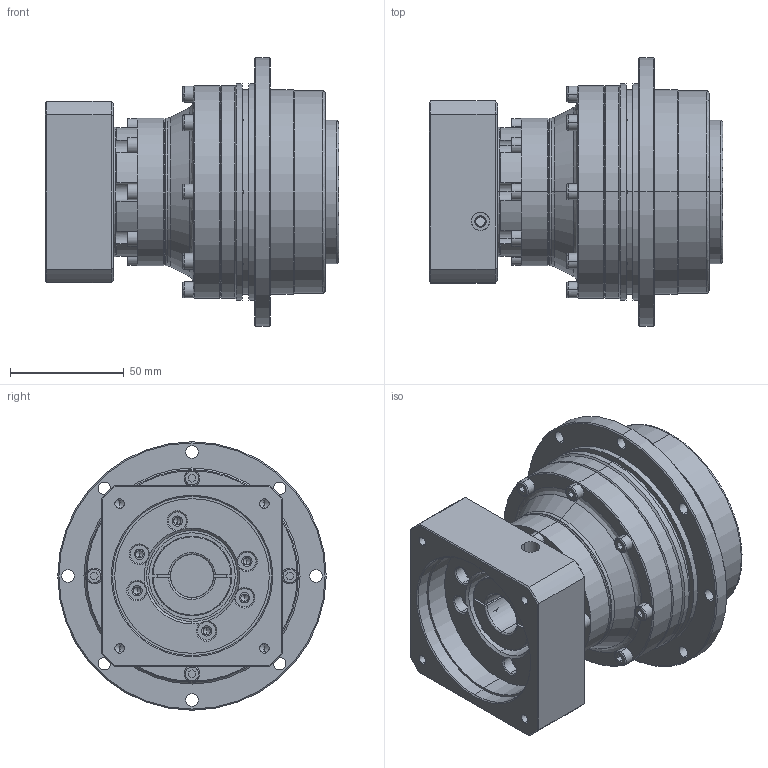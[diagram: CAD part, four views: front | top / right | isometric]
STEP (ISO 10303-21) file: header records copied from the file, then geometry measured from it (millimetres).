
FILE_DESCRIPTION (( 'STEP AP214' ), '1' );
FILE_NAME ('SD090-L2-19-70-90-M5-M6.STEP', '2022-02-19T09:05:22', ( 'admin' ), ( '' ), 'SwSTEP 2.0', 'SolidWorks 2013', '' );
FILE_SCHEMA (( 'AUTOMOTIVE_DESIGN' ));
Length unit declared in the file: millimetre
Products named in the file (4): SD090_X2_8F9351FA7AEF_X0_; PB060-70-90M5_X2_6CD55170_X0_; PB090-L2_X2_58F34F537AEF_X0_-19; SD090-L2-19-70-90-M5-M6
Assembly tree (3 placements, depth 2):
  SD090-L2-19-70-90-M5-M6
    PB090-L2_X2_58F34F537AEF_X0_-19
    PB060-70-90M5_X2_6CD55170_X0_
    SD090_X2_8F9351FA7AEF_X0_
Bounding box: 129 x 118 x 118 mm (x, y, z)
Volume: 638120.4 mm3; surface area: 102565.8 mm2
Topology: 3 solids, 3 shells, 687 faces, 1664 edges, 995 vertices
Faces by surface type: cylinder 257, plane 201, cone 186, bspline 43
Entity records: 28659 total; most frequent: CARTESIAN_POINT 5056, DIRECTION 3485, ORIENTED_EDGE 3188, EDGE_CURVE 1594, AXIS2_PLACEMENT_3D 1366, VERTEX_POINT 995, EDGE_LOOP 815, LINE 753
